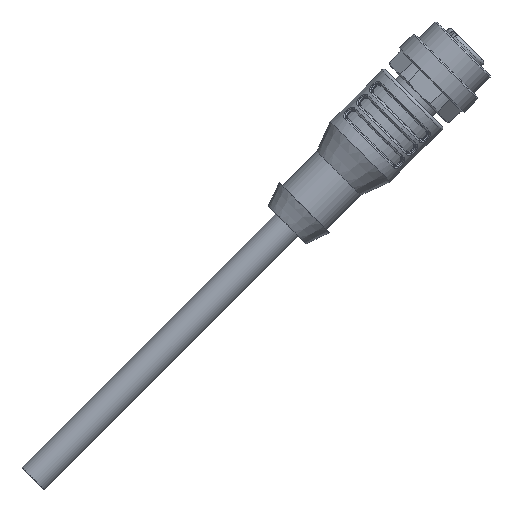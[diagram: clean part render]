
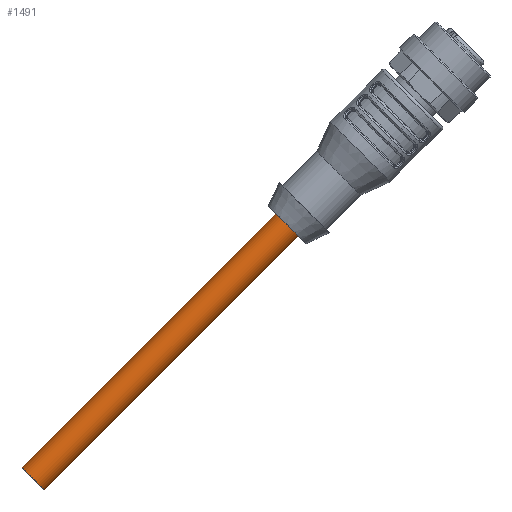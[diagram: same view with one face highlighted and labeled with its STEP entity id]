
A CAD part, left-side view. The second image highlights one B-rep face of the part: STEP entity #1491.
In plain terms, the highlighted cylindrical face has radius 2.6 mm (diameter 5.2 mm), a full revolution.
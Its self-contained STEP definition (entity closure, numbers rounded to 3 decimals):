
#1491=ADVANCED_FACE('',(#1756,#1757),#1706,.T.);
#1706=CYLINDRICAL_SURFACE('',#5023,2.6);
#1756=FACE_BOUND('',#1969,.T.);
#1757=FACE_BOUND('',#1970,.T.);
#1969=EDGE_LOOP('',(#2665));
#1970=EDGE_LOOP('',(#2666));
#2665=ORIENTED_EDGE('',*,*,#4195,.F.);
#2666=ORIENTED_EDGE('',*,*,#3971,.F.);
#3534=VERTEX_POINT('',#6247);
#3670=VERTEX_POINT('',#7911);
#3971=EDGE_CURVE('',#3534,#3534,#4629,.T.);
#4195=EDGE_CURVE('',#3670,#3670,#4745,.T.);
#4629=CIRCLE('',#4826,2.6);
#4745=CIRCLE('',#5022,2.6);
#4826=AXIS2_PLACEMENT_3D('',#6246,#5225,#5226);
#5022=AXIS2_PLACEMENT_3D('',#7910,#5669,#5670);
#5023=AXIS2_PLACEMENT_3D('',#7912,#5671,#5672);
#5225=DIRECTION('',(-1.,0.,0.));
#5226=DIRECTION('',(0.,0.,1.));
#5669=DIRECTION('',(1.,0.,0.));
#5670=DIRECTION('',(0.,0.707,-0.707));
#5671=DIRECTION('',(1.,0.,0.));
#5672=DIRECTION('',(0.,0.707,-0.707));
#6246=CARTESIAN_POINT('',(41.9,0.,0.));
#6247=CARTESIAN_POINT('',(41.9,0.,2.6));
#7910=CARTESIAN_POINT('',(101.001,0.,0.));
#7911=CARTESIAN_POINT('',(101.001,1.838,-1.838));
#7912=CARTESIAN_POINT('',(31.001,0.,0.));
